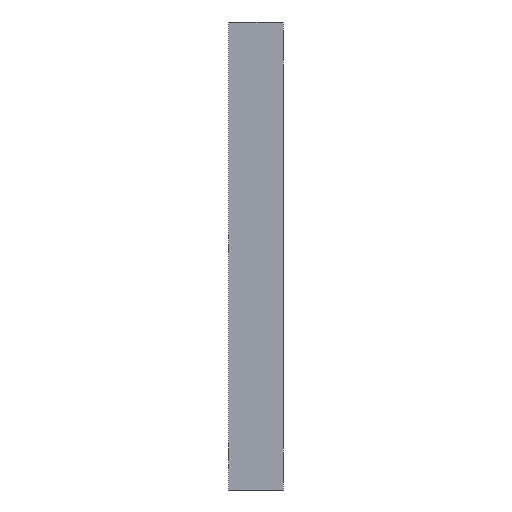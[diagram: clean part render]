
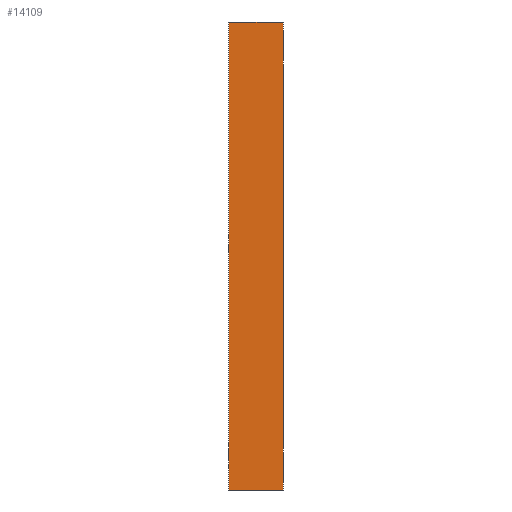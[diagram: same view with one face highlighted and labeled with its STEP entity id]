
A CAD part, left-side view. The second image highlights one B-rep face of the part: STEP entity #14109.
In plain terms, the highlighted planar face has unit normal (-1, 0, 0).
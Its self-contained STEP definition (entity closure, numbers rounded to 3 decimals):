
#528 = EDGE_CURVE ( 'NONE', #9473, #10247, #5964, .T. ) ;
#1906 = DIRECTION ( 'NONE',  ( 0., -1., 0. ) ) ;
#2023 = PLANE ( 'NONE',  #28473 ) ;
#2258 = DIRECTION ( 'NONE',  ( 1., 0., 0. ) ) ;
#2704 = LINE ( 'NONE', #9882, #25579 ) ;
#4186 = ORIENTED_EDGE ( 'NONE', *, *, #24321, .T. ) ;
#4738 = DIRECTION ( 'NONE',  ( 0., 0., 1. ) ) ;
#5523 = DIRECTION ( 'NONE',  ( 0., 0., 1. ) ) ;
#5964 = LINE ( 'NONE', #34354, #29185 ) ;
#6999 = CARTESIAN_POINT ( 'NONE',  ( -6.05, 0., -5.55 ) ) ;
#7225 = DIRECTION ( 'NONE',  ( 0., 0., -1. ) ) ;
#7331 = VERTEX_POINT ( 'NONE', #25743 ) ;
#9177 = CARTESIAN_POINT ( 'NONE',  ( -6.05, 1.3, 5.55 ) ) ;
#9473 = VERTEX_POINT ( 'NONE', #30407 ) ;
#9882 = CARTESIAN_POINT ( 'NONE',  ( -6.05, 0., 5.55 ) ) ;
#10247 = VERTEX_POINT ( 'NONE', #6999 ) ;
#11209 = VERTEX_POINT ( 'NONE', #14201 ) ;
#12140 = ORIENTED_EDGE ( 'NONE', *, *, #21647, .F. ) ;
#12562 = VECTOR ( 'NONE', #30056, 1000. ) ;
#12599 = FACE_OUTER_BOUND ( 'NONE', #30763, .T. ) ;
#13997 = ORIENTED_EDGE ( 'NONE', *, *, #528, .T. ) ;
#14109 = ADVANCED_FACE ( 'NONE', ( #12599 ), #2023, .F. ) ;
#14201 = CARTESIAN_POINT ( 'NONE',  ( -6.05, 1.3, 5.55 ) ) ;
#18870 = CARTESIAN_POINT ( 'NONE',  ( -6.05, 1.3, 5.55 ) ) ;
#20106 = CARTESIAN_POINT ( 'NONE',  ( -6.05, 1.3, 5.55 ) ) ;
#21019 = ORIENTED_EDGE ( 'NONE', *, *, #27297, .F. ) ;
#21647 = EDGE_CURVE ( 'NONE', #11209, #7331, #35123, .T. ) ;
#24321 = EDGE_CURVE ( 'NONE', #10247, #7331, #2704, .T. ) ;
#25579 = VECTOR ( 'NONE', #4738, 1000. ) ;
#25743 = CARTESIAN_POINT ( 'NONE',  ( -6.05, 0., 5.55 ) ) ;
#27297 = EDGE_CURVE ( 'NONE', #9473, #11209, #30754, .T. ) ;
#28473 = AXIS2_PLACEMENT_3D ( 'NONE', #20106, #2258, #7225 ) ;
#29185 = VECTOR ( 'NONE', #1906, 1000. ) ;
#30056 = DIRECTION ( 'NONE',  ( 0., -1., 0. ) ) ;
#30292 = VECTOR ( 'NONE', #5523, 1000. ) ;
#30407 = CARTESIAN_POINT ( 'NONE',  ( -6.05, 1.3, -5.55 ) ) ;
#30754 = LINE ( 'NONE', #18870, #30292 ) ;
#30763 = EDGE_LOOP ( 'NONE', ( #4186, #12140, #21019, #13997 ) ) ;
#34354 = CARTESIAN_POINT ( 'NONE',  ( -6.05, 1.3, -5.55 ) ) ;
#35123 = LINE ( 'NONE', #9177, #12562 ) ;
